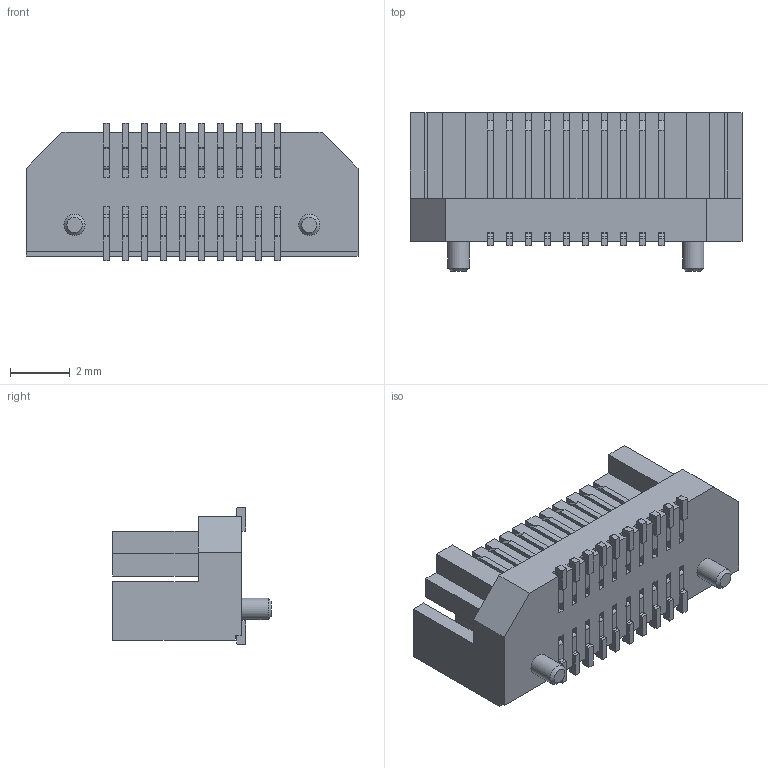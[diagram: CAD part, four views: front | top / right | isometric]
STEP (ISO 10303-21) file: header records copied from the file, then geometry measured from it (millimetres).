
FILE_DESCRIPTION( ( 'STEP AP203' ), '1' );
FILE_NAME( 'LSS-110-01-F-DV-A.stp', '2021-12-30T10:30:26', ( 'License CC BY-ND 4.0' ), ( 'CADENAS' ), ' ', 'PARTsolutions', ' ' );
FILE_SCHEMA( ( 'CONFIG_CONTROL_DESIGN' ) );
Length unit declared in the file: millimetre
Products named in the file (3): LSS-110-01-F-DV-A; _LSS-10-01-A-_socket; _C-185-10-01
Assembly tree (2 placements, depth 2):
  LSS-110-01-F-DV-A
    _LSS-10-01-A-_socket
    _C-185-10-01
Bounding box: 11.1 x 5.3 x 4.6 mm (x, y, z)
Volume: 129.7 mm3; surface area: 545.4 mm2
Topology: 2 solids, 2 shells, 681 faces, 2022 edges, 1308 vertices
Faces by surface type: plane 577, cylinder 102, cone 2
Full cylindrical faces by diameter (mm): 0.71 x2
Entity records: 22512 total; most frequent: ORIENTED_EDGE 4032, CARTESIAN_POINT 4006, DIRECTION 3590, EDGE_CURVE 2016, LINE 1810, VECTOR 1810, VERTEX_POINT 1306, AXIS2_PLACEMENT_3D 890
